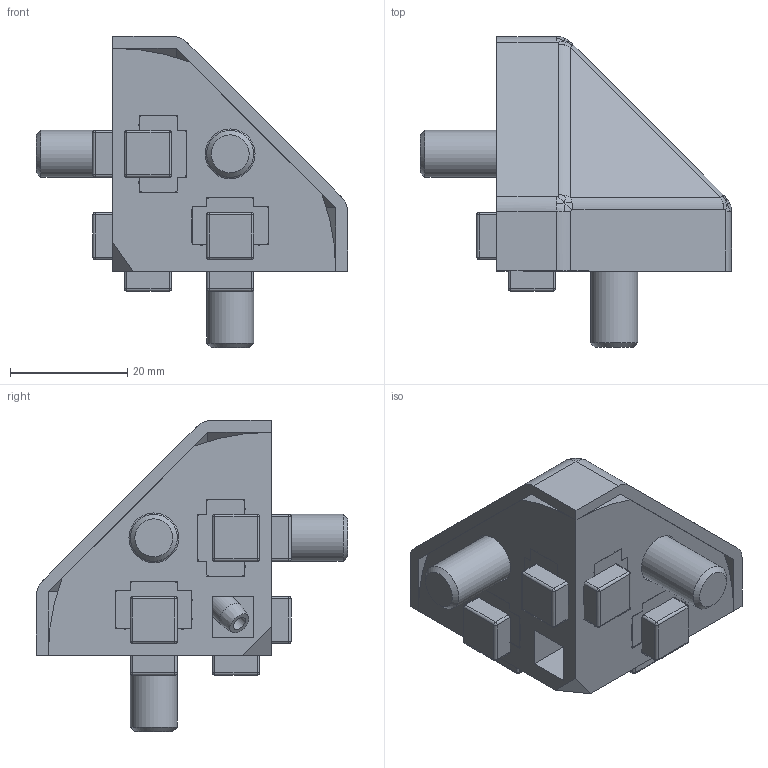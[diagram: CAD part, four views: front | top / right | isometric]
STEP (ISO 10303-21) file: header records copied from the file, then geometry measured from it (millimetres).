
FILE_DESCRIPTION((''),'2;1');
FILE_NAME('SZ0930S_A.stp','2013-08-27T14:42:50',('janine behrens'),(''),'Autodesk Inventor 2012','Autodesk Inventor 2012','');
FILE_SCHEMA(('AUTOMOTIVE_DESIGN { 1 0 10303 214 1 1 1 1 }'));
Length unit declared in the file: millimetre
Products named in the file (5): SZ0930S_A; SZ0931S_A; SZ0075S-A; ISO 7380 M8 x 20; ME1900100_A
Assembly tree (11 placements, depth 2):
  SZ0930S_A
    SZ0931S_A
    SZ0075S-A
    ISO 7380 M8 x 20  x3
    ME1900100_A  x6
Bounding box: 53 x 53 x 53 mm (x, y, z)
Volume: 26633.3 mm3; surface area: 19147.9 mm2
Topology: 11 solids, 11 shells, 586 faces, 1568 edges, 1008 vertices
Faces by surface type: plane 328, cylinder 200, sphere 27, bspline 18, cone 7, torus 6
Full cylindrical faces by diameter (mm): 2.5 x1, 4.8 x1, 8 x3, 8.5 x3, 14 x3
Entity records: 7673 total; most frequent: CARTESIAN_POINT 1958, ORIENTED_EDGE 1158, DIRECTION 1122, EDGE_CURVE 579, VECTOR 412, LINE 412, VERTEX_POINT 381, AXIS2_PLACEMENT_3D 355
